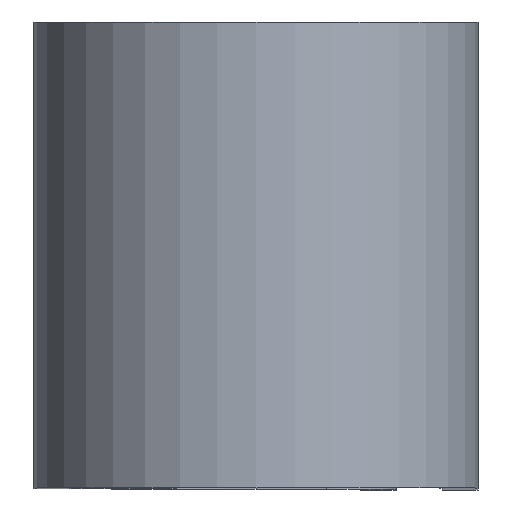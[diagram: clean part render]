
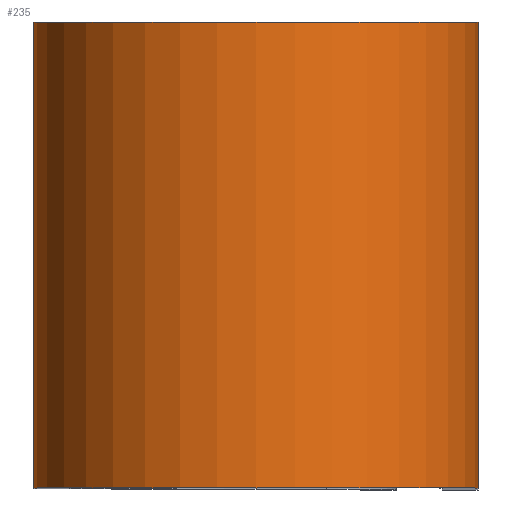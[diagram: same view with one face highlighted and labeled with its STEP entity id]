
A CAD part, top view. The second image highlights one B-rep face of the part: STEP entity #235.
In plain terms, the highlighted cylindrical face has radius 7.569 mm (diameter 15.138 mm), a partial arc.
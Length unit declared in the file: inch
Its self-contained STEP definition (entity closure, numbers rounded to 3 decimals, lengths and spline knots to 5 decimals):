
#21 = AXIS2_PLACEMENT_3D ( 'NONE', #312, #628, #685 ) ;
#31 = DIRECTION ( 'NONE',  ( 0., 1., 0. ) ) ;
#35 = DIRECTION ( 'NONE',  ( 1., 0., 0. ) ) ;
#46 = ORIENTED_EDGE ( 'NONE', *, *, #396, .F. ) ;
#54 = VECTOR ( 'NONE', #519, 39.37008 ) ;
#59 = EDGE_LOOP ( 'NONE', ( #69, #418, #46, #731 ) ) ;
#64 = EDGE_CURVE ( 'NONE', #466, #185, #858, .T. ) ;
#69 = ORIENTED_EDGE ( 'NONE', *, *, #611, .T. ) ;
#162 = VECTOR ( 'NONE', #355, 39.37008 ) ;
#185 = VERTEX_POINT ( 'NONE', #806 ) ;
#235 = ADVANCED_FACE ( 'NONE', ( #269 ), #239, .T. ) ;
#239 = CYLINDRICAL_SURFACE ( 'NONE', #21, 0.298 ) ;
#260 = VERTEX_POINT ( 'NONE', #382 ) ;
#269 = FACE_OUTER_BOUND ( 'NONE', #59, .T. ) ;
#312 = CARTESIAN_POINT ( 'NONE',  ( 0., 0.3125, 0.5 ) ) ;
#319 = AXIS2_PLACEMENT_3D ( 'NONE', #457, #31, #524 ) ;
#355 = DIRECTION ( 'NONE',  ( 0., -1., 0. ) ) ;
#375 = CARTESIAN_POINT ( 'NONE',  ( 0.298, 0.3125, 0.5 ) ) ;
#382 = CARTESIAN_POINT ( 'NONE',  ( -0.298, -0.3125, 0.5 ) ) ;
#396 = EDGE_CURVE ( 'NONE', #756, #466, #593, .T. ) ;
#418 = ORIENTED_EDGE ( 'NONE', *, *, #64, .F. ) ;
#457 = CARTESIAN_POINT ( 'NONE',  ( 0., -0.3125, 0.5 ) ) ;
#460 = DIRECTION ( 'NONE',  ( 0., 1., 0. ) ) ;
#466 = VERTEX_POINT ( 'NONE', #375 ) ;
#519 = DIRECTION ( 'NONE',  ( 0., -1., 0. ) ) ;
#524 = DIRECTION ( 'NONE',  ( 1., 0., 0. ) ) ;
#580 = AXIS2_PLACEMENT_3D ( 'NONE', #828, #460, #35 ) ;
#593 = CIRCLE ( 'NONE', #580, 0.298 ) ;
#595 = EDGE_CURVE ( 'NONE', #756, #260, #779, .T. ) ;
#611 = EDGE_CURVE ( 'NONE', #260, #185, #741, .T. ) ;
#614 = CARTESIAN_POINT ( 'NONE',  ( 0.298, 0.3125, 0.5 ) ) ;
#628 = DIRECTION ( 'NONE',  ( 0., -1., 0. ) ) ;
#655 = CARTESIAN_POINT ( 'NONE',  ( -0.298, 0.3125, 0.5 ) ) ;
#685 = DIRECTION ( 'NONE',  ( 0., 0., -1. ) ) ;
#697 = CARTESIAN_POINT ( 'NONE',  ( -0.298, 0.3125, 0.5 ) ) ;
#731 = ORIENTED_EDGE ( 'NONE', *, *, #595, .T. ) ;
#741 = CIRCLE ( 'NONE', #319, 0.298 ) ;
#756 = VERTEX_POINT ( 'NONE', #655 ) ;
#779 = LINE ( 'NONE', #697, #54 ) ;
#806 = CARTESIAN_POINT ( 'NONE',  ( 0.298, -0.3125, 0.5 ) ) ;
#828 = CARTESIAN_POINT ( 'NONE',  ( 0., 0.3125, 0.5 ) ) ;
#858 = LINE ( 'NONE', #614, #162 ) ;
